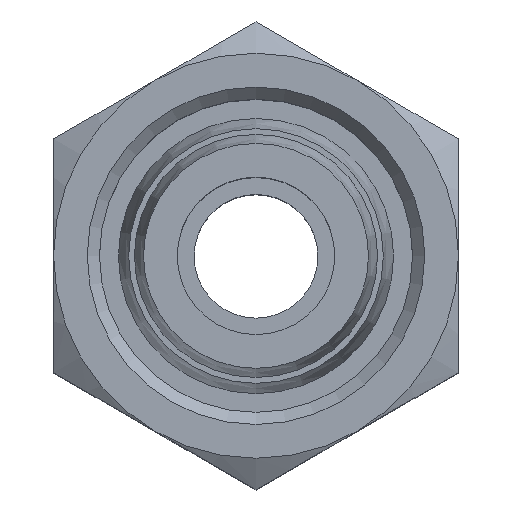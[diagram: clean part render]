
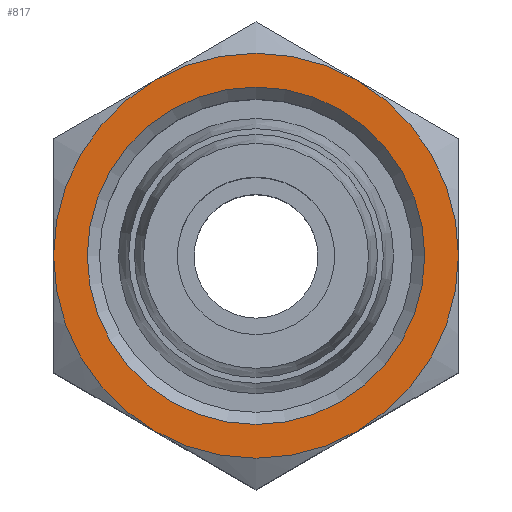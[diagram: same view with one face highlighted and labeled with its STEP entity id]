
A CAD part, top view. The second image highlights one B-rep face of the part: STEP entity #817.
In plain terms, the highlighted planar face has unit normal (0, 0, 1).
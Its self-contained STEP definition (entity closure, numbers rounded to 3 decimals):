
#51=PLANE('',#917);
#88=CIRCLE('',#896,18.);
#89=CIRCLE('',#898,18.);
#90=CIRCLE('',#900,18.);
#91=CIRCLE('',#902,18.);
#92=CIRCLE('',#904,18.);
#98=CIRCLE('',#916,18.);
#99=CIRCLE('',#918,15.);
#195=ORIENTED_EDGE('',*,*,#415,.T.);
#196=ORIENTED_EDGE('',*,*,#413,.F.);
#197=ORIENTED_EDGE('',*,*,#386,.F.);
#198=ORIENTED_EDGE('',*,*,#384,.F.);
#199=ORIENTED_EDGE('',*,*,#395,.F.);
#200=ORIENTED_EDGE('',*,*,#392,.F.);
#201=ORIENTED_EDGE('',*,*,#389,.F.);
#384=EDGE_CURVE('',#482,#481,#88,.T.);
#386=EDGE_CURVE('',#481,#484,#89,.T.);
#389=EDGE_CURVE('',#485,#487,#90,.T.);
#392=EDGE_CURVE('',#487,#489,#91,.T.);
#395=EDGE_CURVE('',#489,#482,#92,.T.);
#413=EDGE_CURVE('',#484,#485,#98,.T.);
#415=EDGE_CURVE('',#503,#503,#99,.T.);
#481=VERTEX_POINT('',#1378);
#482=VERTEX_POINT('',#1384);
#484=VERTEX_POINT('',#1393);
#485=VERTEX_POINT('',#1404);
#487=VERTEX_POINT('',#1407);
#489=VERTEX_POINT('',#1419);
#503=VERTEX_POINT('',#1514);
#601=EDGE_LOOP('',(#195));
#602=EDGE_LOOP('',(#196,#197,#198,#199,#200,#201));
#693=FACE_BOUND('',#601,.T.);
#694=FACE_BOUND('',#602,.T.);
#817=ADVANCED_FACE('',(#693,#694),#51,.T.);
#896=AXIS2_PLACEMENT_3D('',#1385,#1037,#1038);
#898=AXIS2_PLACEMENT_3D('',#1392,#1041,#1042);
#900=AXIS2_PLACEMENT_3D('',#1406,#1045,#1046);
#902=AXIS2_PLACEMENT_3D('',#1418,#1049,#1050);
#904=AXIS2_PLACEMENT_3D('',#1431,#1053,#1054);
#916=AXIS2_PLACEMENT_3D('',#1507,#1077,#1078);
#917=AXIS2_PLACEMENT_3D('',#1512,#1079,#1080);
#918=AXIS2_PLACEMENT_3D('',#1513,#1081,#1082);
#1037=DIRECTION('',(0.,0.,-1.));
#1038=DIRECTION('',(0.,1.,0.));
#1041=DIRECTION('',(0.,0.,-1.));
#1042=DIRECTION('',(0.,1.,0.));
#1045=DIRECTION('',(0.,0.,-1.));
#1046=DIRECTION('',(0.,1.,0.));
#1049=DIRECTION('',(0.,0.,-1.));
#1050=DIRECTION('',(0.,1.,0.));
#1053=DIRECTION('',(0.,0.,-1.));
#1054=DIRECTION('',(0.,1.,0.));
#1077=DIRECTION('',(0.,0.,-1.));
#1078=DIRECTION('',(0.,1.,0.));
#1079=DIRECTION('',(0.,0.,1.));
#1080=DIRECTION('',(0.,-1.,0.));
#1081=DIRECTION('',(0.,0.,-1.));
#1082=DIRECTION('',(0.,1.,0.));
#1378=CARTESIAN_POINT('',(-18.,0.,2.5));
#1384=CARTESIAN_POINT('',(-9.,-15.588,2.5));
#1385=CARTESIAN_POINT('',(0.,0.,2.5));
#1392=CARTESIAN_POINT('',(0.,0.,2.5));
#1393=CARTESIAN_POINT('',(-9.,15.588,2.5));
#1404=CARTESIAN_POINT('',(9.,15.588,2.5));
#1406=CARTESIAN_POINT('',(0.,0.,2.5));
#1407=CARTESIAN_POINT('',(18.,0.,2.5));
#1418=CARTESIAN_POINT('',(0.,0.,2.5));
#1419=CARTESIAN_POINT('',(9.,-15.588,2.5));
#1431=CARTESIAN_POINT('',(0.,0.,2.5));
#1507=CARTESIAN_POINT('',(0.,0.,2.5));
#1512=CARTESIAN_POINT('',(0.,18.,2.5));
#1513=CARTESIAN_POINT('',(0.,0.,2.5));
#1514=CARTESIAN_POINT('',(0.,15.,2.5));
